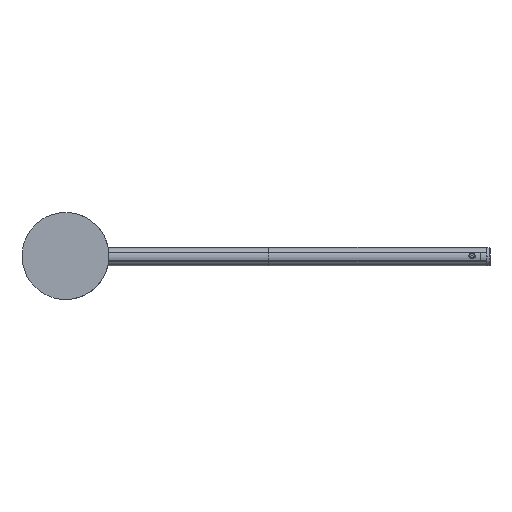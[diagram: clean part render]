
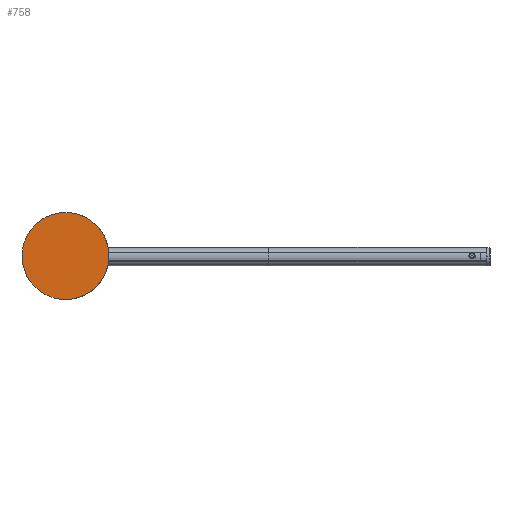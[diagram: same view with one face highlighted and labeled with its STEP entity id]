
A CAD part, top view. The second image highlights one B-rep face of the part: STEP entity #758.
In plain terms, the highlighted planar face has unit normal (0, 0, 1).
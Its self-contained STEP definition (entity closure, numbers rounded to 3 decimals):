
#758=ADVANCED_FACE($,(#1377),#9284,.T.);
#1377=FACE_OUTER_BOUND($,#2015,.T.);
#2015=EDGE_LOOP($,(#5347,#5348));
#5347=ORIENTED_EDGE($,*,*,#7382,.T.);
#5348=ORIENTED_EDGE($,*,*,#7383,.T.);
#7382=EDGE_CURVE($,#8727,#8728,#9857,.T.);
#7383=EDGE_CURVE($,#8728,#8727,#9858,.T.);
#8727=VERTEX_POINT($,#22537);
#8728=VERTEX_POINT($,#22538);
#9284=PLANE($,#11535);
#9857=(
BOUNDED_CURVE()
B_SPLINE_CURVE(2,(#22491,#22492,#22493,#22494,#22495),.UNSPECIFIED.,.F.,
.F.)
B_SPLINE_CURVE_WITH_KNOTS((3,2,3),(0.,172.788,345.575),
.UNSPECIFIED.)
CURVE()
GEOMETRIC_REPRESENTATION_ITEM()
RATIONAL_B_SPLINE_CURVE((1.,0.707,1.,0.707,1.))
REPRESENTATION_ITEM($)
);
#9858=(
BOUNDED_CURVE()
B_SPLINE_CURVE(2,(#22496,#22497,#22498,#22499,#22500),.UNSPECIFIED.,.F.,
.F.)
B_SPLINE_CURVE_WITH_KNOTS((3,2,3),(345.575,518.363,691.15),
.UNSPECIFIED.)
CURVE()
GEOMETRIC_REPRESENTATION_ITEM()
RATIONAL_B_SPLINE_CURVE((1.,0.707,1.,0.707,1.))
REPRESENTATION_ITEM($)
);
#11535=AXIS2_PLACEMENT_3D($,#22515,#11704,$);
#11704=DIRECTION($,(0.,0.,1.));
#22491=CARTESIAN_POINT($,(-1627.936,-4356.695,2612.212));
#22492=CARTESIAN_POINT($,(-1513.957,-4387.236,2612.212));
#22493=CARTESIAN_POINT($,(-1483.416,-4273.257,2612.212));
#22494=CARTESIAN_POINT($,(-1452.876,-4159.277,2612.212));
#22495=CARTESIAN_POINT($,(-1566.855,-4128.737,2612.212));
#22496=CARTESIAN_POINT($,(-1566.855,-4128.737,2612.212));
#22497=CARTESIAN_POINT($,(-1680.834,-4098.196,2612.212));
#22498=CARTESIAN_POINT($,(-1711.375,-4212.175,2612.212));
#22499=CARTESIAN_POINT($,(-1741.915,-4326.155,2612.212));
#22500=CARTESIAN_POINT($,(-1627.936,-4356.695,2612.212));
#22515=CARTESIAN_POINT($,(-1682.503,-4095.306,2612.212));
#22537=CARTESIAN_POINT($,(-1627.936,-4356.695,2612.212));
#22538=CARTESIAN_POINT($,(-1566.855,-4128.737,2612.212));
